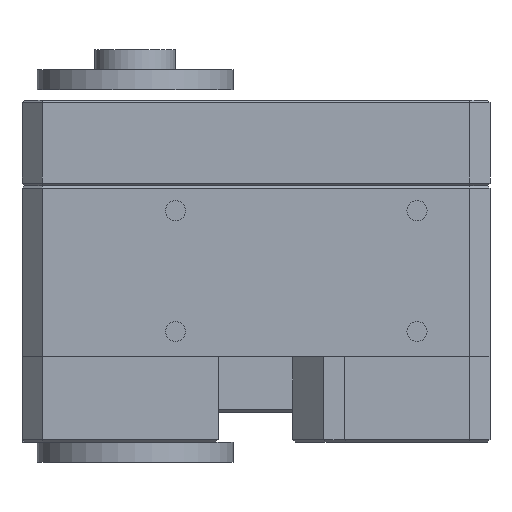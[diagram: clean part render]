
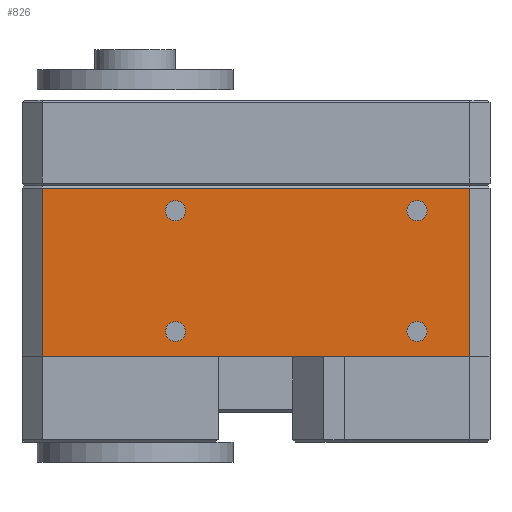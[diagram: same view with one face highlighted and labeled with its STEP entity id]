
A CAD part, left-side view. The second image highlights one B-rep face of the part: STEP entity #826.
In plain terms, the highlighted planar face has unit normal (-1, 0, 0).
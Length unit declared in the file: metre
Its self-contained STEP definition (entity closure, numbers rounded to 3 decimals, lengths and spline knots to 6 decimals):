
#826 = ADVANCED_FACE( '', ( #1676, #1677, #1678, #1679, #1680 ), #1681, .F. );
#1676 = FACE_BOUND( '', #2769, .T. );
#1677 = FACE_BOUND( '', #2770, .T. );
#1678 = FACE_OUTER_BOUND( '', #2771, .T. );
#1679 = FACE_BOUND( '', #2772, .T. );
#1680 = FACE_BOUND( '', #2773, .T. );
#1681 = PLANE( '', #2774 );
#2769 = EDGE_LOOP( '', ( #4331 ) );
#2770 = EDGE_LOOP( '', ( #4332 ) );
#2771 = EDGE_LOOP( '', ( #4333, #4334, #4335, #4336 ) );
#2772 = EDGE_LOOP( '', ( #4337 ) );
#2773 = EDGE_LOOP( '', ( #4338 ) );
#2774 = AXIS2_PLACEMENT_3D( '', #4339, #4340, #4341 );
#4331 = ORIENTED_EDGE( '', *, *, #6775, .T. );
#4332 = ORIENTED_EDGE( '', *, *, #6776, .T. );
#4333 = ORIENTED_EDGE( '', *, *, #6777, .T. );
#4334 = ORIENTED_EDGE( '', *, *, #6778, .T. );
#4335 = ORIENTED_EDGE( '', *, *, #6779, .T. );
#4336 = ORIENTED_EDGE( '', *, *, #6780, .T. );
#4337 = ORIENTED_EDGE( '', *, *, #6781, .T. );
#4338 = ORIENTED_EDGE( '', *, *, #6782, .T. );
#4339 = CARTESIAN_POINT( '', ( -0.01425, 0.02325, -0.0085 ) );
#4340 = DIRECTION( '', ( 1., 0., 0. ) );
#4341 = DIRECTION( '', ( 0., 0., -1. ) );
#6775 = EDGE_CURVE( '', #8183, #8183, #8184, .T. );
#6776 = EDGE_CURVE( '', #8185, #8185, #8186, .T. );
#6777 = EDGE_CURVE( '', #8187, #8188, #8189, .T. );
#6778 = EDGE_CURVE( '', #8188, #8190, #8191, .T. );
#6779 = EDGE_CURVE( '', #8190, #8192, #8193, .T. );
#6780 = EDGE_CURVE( '', #8192, #8187, #8194, .T. );
#6781 = EDGE_CURVE( '', #8195, #8195, #8196, .T. );
#6782 = EDGE_CURVE( '', #8197, #8197, #8198, .T. );
#8183 = VERTEX_POINT( '', #10839 );
#8184 = CIRCLE( '', #10840, 0.001 );
#8185 = VERTEX_POINT( '', #10841 );
#8186 = CIRCLE( '', #10842, 0.001 );
#8187 = VERTEX_POINT( '', #10843 );
#8188 = VERTEX_POINT( '', #10844 );
#8189 = LINE( '', #10845, #10846 );
#8190 = VERTEX_POINT( '', #10847 );
#8191 = LINE( '', #10848, #10849 );
#8192 = VERTEX_POINT( '', #10850 );
#8193 = LINE( '', #10851, #10852 );
#8194 = LINE( '', #10853, #10854 );
#8195 = VERTEX_POINT( '', #10855 );
#8196 = CIRCLE( '', #10856, 0.001 );
#8197 = VERTEX_POINT( '', #10857 );
#8198 = CIRCLE( '', #10858, 0.001 );
#10839 = CARTESIAN_POINT( '', ( -0.01425, -0.016, 0.005 ) );
#10840 = AXIS2_PLACEMENT_3D( '', #12816, #12817, #12818 );
#10841 = CARTESIAN_POINT( '', ( -0.01425, 0.008, 0.005 ) );
#10842 = AXIS2_PLACEMENT_3D( '', #12819, #12820, #12821 );
#10843 = CARTESIAN_POINT( '', ( -0.01425, -0.02125, -0.0085 ) );
#10844 = CARTESIAN_POINT( '', ( -0.01425, -0.02125, 0.00825 ) );
#10845 = CARTESIAN_POINT( '', ( -0.01425, -0.02125, 0.0085 ) );
#10846 = VECTOR( '', #12822, 1. );
#10847 = CARTESIAN_POINT( '', ( -0.01425, 0.02125, 0.00825 ) );
#10848 = CARTESIAN_POINT( '', ( -0.01425, 0.02325, 0.00825 ) );
#10849 = VECTOR( '', #12823, 1. );
#10850 = CARTESIAN_POINT( '', ( -0.01425, 0.02125, -0.0085 ) );
#10851 = CARTESIAN_POINT( '', ( -0.01425, 0.02125, -0.0085 ) );
#10852 = VECTOR( '', #12824, 1. );
#10853 = CARTESIAN_POINT( '', ( -0.01425, 0.02325, -0.0085 ) );
#10854 = VECTOR( '', #12825, 1. );
#10855 = CARTESIAN_POINT( '', ( -0.01425, 0.008, -0.007 ) );
#10856 = AXIS2_PLACEMENT_3D( '', #12826, #12827, #12828 );
#10857 = CARTESIAN_POINT( '', ( -0.01425, -0.016, -0.007 ) );
#10858 = AXIS2_PLACEMENT_3D( '', #12829, #12830, #12831 );
#12816 = CARTESIAN_POINT( '', ( -0.01425, -0.016, 0.006 ) );
#12817 = DIRECTION( '', ( 1., 0., 0. ) );
#12818 = DIRECTION( '', ( 0., 0., -1. ) );
#12819 = CARTESIAN_POINT( '', ( -0.01425, 0.008, 0.006 ) );
#12820 = DIRECTION( '', ( 1., 0., 0. ) );
#12821 = DIRECTION( '', ( 0., 0., -1. ) );
#12822 = DIRECTION( '', ( 0., 0., 1. ) );
#12823 = DIRECTION( '', ( 0., 1., 0. ) );
#12824 = DIRECTION( '', ( 0., 0., -1. ) );
#12825 = DIRECTION( '', ( 0., -1., 0. ) );
#12826 = CARTESIAN_POINT( '', ( -0.01425, 0.008, -0.006 ) );
#12827 = DIRECTION( '', ( 1., 0., 0. ) );
#12828 = DIRECTION( '', ( 0., 0., -1. ) );
#12829 = CARTESIAN_POINT( '', ( -0.01425, -0.016, -0.006 ) );
#12830 = DIRECTION( '', ( 1., 0., 0. ) );
#12831 = DIRECTION( '', ( 0., 0., -1. ) );
